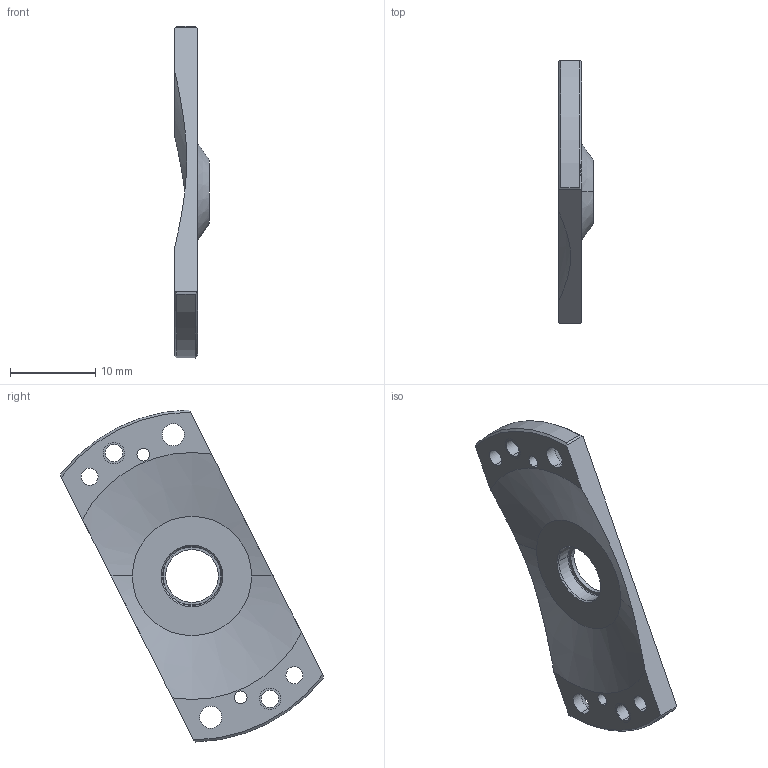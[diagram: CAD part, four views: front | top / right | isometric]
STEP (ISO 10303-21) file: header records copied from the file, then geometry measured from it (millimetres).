
FILE_DESCRIPTION((''),'2;1');
FILE_NAME('RC_IIT_010_P_017','2021-10-19T14:05:29',('silo-mech'),(''),'CREO PARAMETRIC BY PTC INC, 2020454','CREO PARAMETRIC BY PTC INC, 2020454','');
FILE_SCHEMA(('CONFIG_CONTROL_DESIGN'));
Length unit declared in the file: millimetre
Products named in the file (1): RC_IIT_010_P_017
Bounding box: 4.1 x 30.82 x 38.99 mm (x, y, z)
Volume: 1078.9 mm3; surface area: 1639.7 mm2
Topology: 1 solids, 3 shells, 54 faces, 148 edges, 96 vertices
Faces by surface type: cylinder 26, cone 14, plane 12, torus 2
Entity records: 1889 total; most frequent: CARTESIAN_POINT 415, DIRECTION 310, ORIENTED_EDGE 288, EDGE_CURVE 148, AXIS2_PLACEMENT_3D 131, VERTEX_POINT 96, CIRCLE 76, EDGE_LOOP 72
